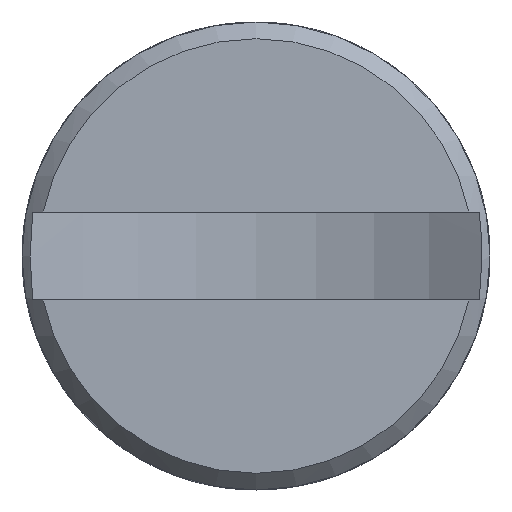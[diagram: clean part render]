
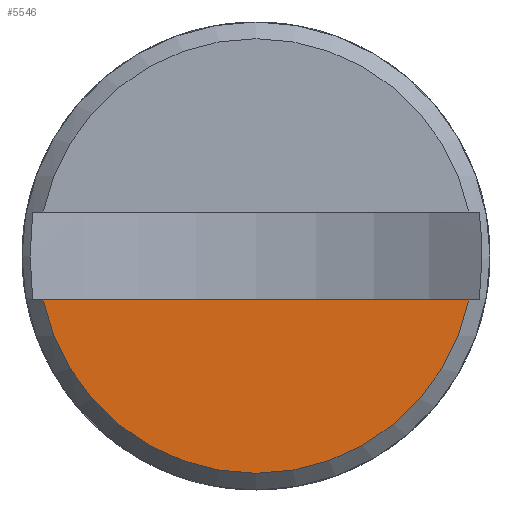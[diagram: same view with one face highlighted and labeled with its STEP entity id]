
A CAD part, front view. The second image highlights one B-rep face of the part: STEP entity #5546.
In plain terms, the highlighted planar face has unit normal (0, -1, 0).
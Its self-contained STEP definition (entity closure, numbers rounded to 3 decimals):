
#348=PLANE('',#5986);
#409=FACE_OUTER_BOUND('',#832,.T.);
#832=EDGE_LOOP('',(#3660,#3661));
#1254=CIRCLE('',#5987,6.175);
#2172=LINE('',#6582,#2183);
#2183=VECTOR('',#6161,10.);
#2202=VERTEX_POINT('',#6576);
#2204=VERTEX_POINT('',#6581);
#2718=EDGE_CURVE('',#2204,#2202,#2172,.T.);
#2724=EDGE_CURVE('',#2204,#2202,#1254,.T.);
#3660=ORIENTED_EDGE('',*,*,#2718,.T.);
#3661=ORIENTED_EDGE('',*,*,#2724,.F.);
#5546=ADVANCED_FACE('',(#409),#348,.T.);
#5986=AXIS2_PLACEMENT_3D('',#6605,#6166,#6167);
#5987=AXIS2_PLACEMENT_3D('',#6606,#6168,#6169);
#6161=DIRECTION('',(-1.,0.,0.));
#6166=DIRECTION('center_axis',(0.,-1.,0.));
#6167=DIRECTION('ref_axis',(0.,0.,-1.));
#6168=DIRECTION('center_axis',(0.,1.,0.));
#6169=DIRECTION('ref_axis',(1.,0.,0.));
#6576=CARTESIAN_POINT('',(39.038,-13.5,11.79));
#6581=CARTESIAN_POINT('',(51.132,-13.5,11.79));
#6582=CARTESIAN_POINT('',(45.085,-13.5,11.79));
#6605=CARTESIAN_POINT('Origin',(45.085,-13.5,13.04));
#6606=CARTESIAN_POINT('Origin',(45.085,-13.5,13.04));
